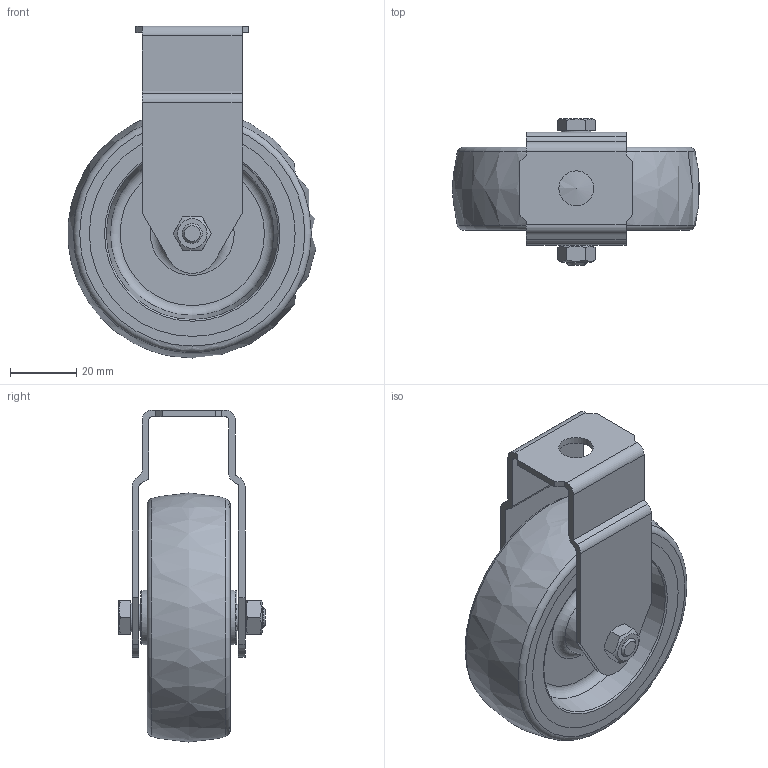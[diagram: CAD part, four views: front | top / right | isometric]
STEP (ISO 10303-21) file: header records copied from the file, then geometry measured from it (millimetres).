
FILE_DESCRIPTION(/* description */ (''),/* implementation_level */ '2;1');
FILE_NAME(/* name */ '507508_1ESD.stp',/* time_stamp */ '2013-12-08T23:04:44+01:00',/* author */ ('PC'),/* organization */ (''),/* preprocessor_version */ 'ST-DEVELOPER v15.2',/* originating_system */ 'Autodesk Inventor 2014',/* authorisation */ '');
FILE_SCHEMA (('AUTOMOTIVE_DESIGN { 1 0 10303 214 3 1 1 }'));
Length unit declared in the file: millimetre
Products named in the file (7): 507508-nosič; 507508-obruč; 507508-ráfek; 507508-vložka; DIN 931-1 - M6 x 40; ISO 4032 - M6DIN EN; 507508_1ESD
Bounding box: 74.61 x 44 x 100 mm (x, y, z)
Volume: 83544.1 mm3; surface area: 41017.8 mm2
Topology: 6 solids, 6 shells, 115 faces, 259 edges, 166 vertices
Faces by surface type: plane 59, cylinder 28, cone 17, torus 10, sphere 1
Full cylindrical faces by diameter (mm): 4.917 x1, 6 x1, 6.2 x2, 6.4 x1, 8 x1, 8.4 x1, 8.9 x1, 10.5 x1, 60 x2, 62 x4
Entity records: 3148 total; most frequent: CARTESIAN_POINT 558, DIRECTION 540, ORIENTED_EDGE 438, EDGE_CURVE 219, AXIS2_PLACEMENT_3D 217, EDGE_LOOP 176, VERTEX_POINT 163, ADVANCED_FACE 115
